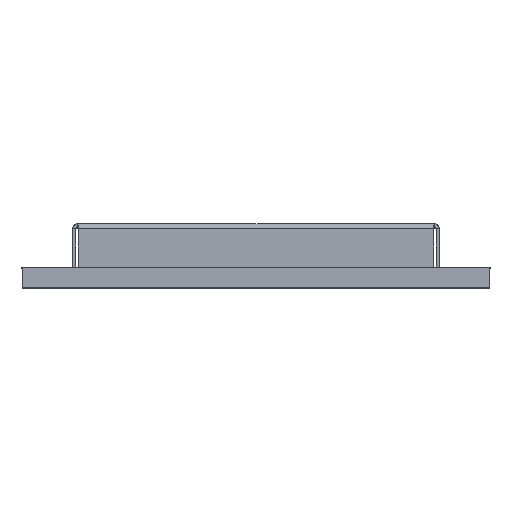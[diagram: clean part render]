
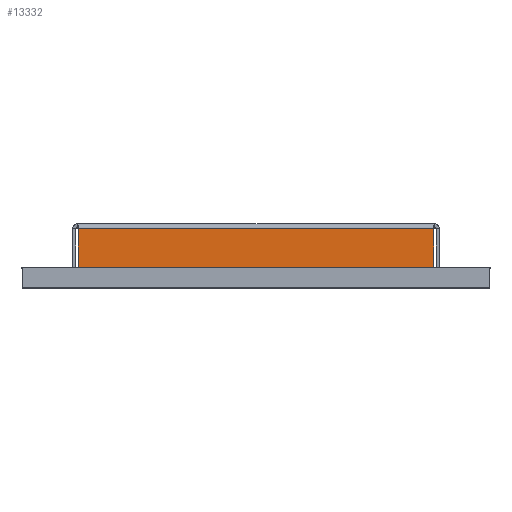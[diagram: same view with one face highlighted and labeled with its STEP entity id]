
A CAD part, top view. The second image highlights one B-rep face of the part: STEP entity #13332.
In plain terms, the highlighted planar face has unit normal (0, 0, 1).
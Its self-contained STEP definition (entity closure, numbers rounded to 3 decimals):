
#815 = CARTESIAN_POINT ( 'NONE',  ( -5.337, 1.75, 7.789 ) ) ;
#854 = CARTESIAN_POINT ( 'NONE',  ( -5.317, 1.75, 7.789 ) ) ;
#873 = PLANE ( 'NONE',  #9957 ) ;
#934 = FACE_OUTER_BOUND ( 'NONE', #5352, .T. ) ;
#2604 = CARTESIAN_POINT ( 'NONE',  ( 5.317, 1.75, 7.789 ) ) ;
#2683 = CARTESIAN_POINT ( 'NONE',  ( -5.317, 0., 7.789 ) ) ;
#3601 = DIRECTION ( 'NONE',  ( 1., 0., 0. ) ) ;
#4226 = EDGE_CURVE ( 'NONE', #6117, #10986, #6139, .T. ) ;
#4754 = DIRECTION ( 'NONE',  ( 1., 0., 0. ) ) ;
#5057 = ORIENTED_EDGE ( 'NONE', *, *, #10145, .T. ) ;
#5352 = EDGE_LOOP ( 'NONE', ( #12888, #14040, #11424, #5057 ) ) ;
#6117 = VERTEX_POINT ( 'NONE', #18379 ) ;
#6139 = LINE ( 'NONE', #18925, #17857 ) ;
#6240 = VECTOR ( 'NONE', #3601, 1000. ) ;
#6755 = VERTEX_POINT ( 'NONE', #18082 ) ;
#9833 = DIRECTION ( 'NONE',  ( 0., -1., 0. ) ) ;
#9938 = EDGE_CURVE ( 'NONE', #16447, #6755, #14791, .T. ) ;
#9957 = AXIS2_PLACEMENT_3D ( 'NONE', #15885, #17480, #9833 ) ;
#10145 = EDGE_CURVE ( 'NONE', #6755, #6117, #19527, .T. ) ;
#10743 = VECTOR ( 'NONE', #15046, 1000. ) ;
#10986 = VERTEX_POINT ( 'NONE', #2604 ) ;
#11424 = ORIENTED_EDGE ( 'NONE', *, *, #9938, .T. ) ;
#11446 = VECTOR ( 'NONE', #4754, 1000. ) ;
#12888 = ORIENTED_EDGE ( 'NONE', *, *, #4226, .T. ) ;
#12953 = LINE ( 'NONE', #815, #6240 ) ;
#13332 = ADVANCED_FACE ( 'NONE', ( #934 ), #873, .T. ) ;
#14040 = ORIENTED_EDGE ( 'NONE', *, *, #17461, .F. ) ;
#14791 = LINE ( 'NONE', #2683, #10743 ) ;
#15046 = DIRECTION ( 'NONE',  ( 0., -1., 0. ) ) ;
#15885 = CARTESIAN_POINT ( 'NONE',  ( 0., 0., 7.789 ) ) ;
#16447 = VERTEX_POINT ( 'NONE', #854 ) ;
#17461 = EDGE_CURVE ( 'NONE', #16447, #10986, #12953, .T. ) ;
#17480 = DIRECTION ( 'NONE',  ( 0., 0., 1. ) ) ;
#17857 = VECTOR ( 'NONE', #19116, 1000. ) ;
#18082 = CARTESIAN_POINT ( 'NONE',  ( -5.317, 0.6, 7.789 ) ) ;
#18298 = CARTESIAN_POINT ( 'NONE',  ( 0., 0.6, 7.789 ) ) ;
#18379 = CARTESIAN_POINT ( 'NONE',  ( 5.317, 0.6, 7.789 ) ) ;
#18925 = CARTESIAN_POINT ( 'NONE',  ( 5.317, 0., 7.789 ) ) ;
#19116 = DIRECTION ( 'NONE',  ( 0., 1., 0. ) ) ;
#19527 = LINE ( 'NONE', #18298, #11446 ) ;
